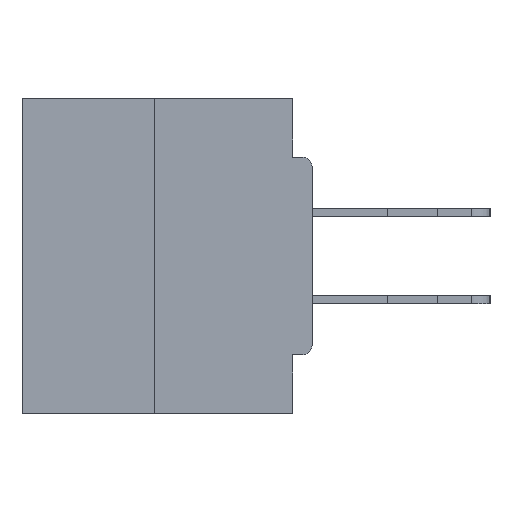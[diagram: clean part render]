
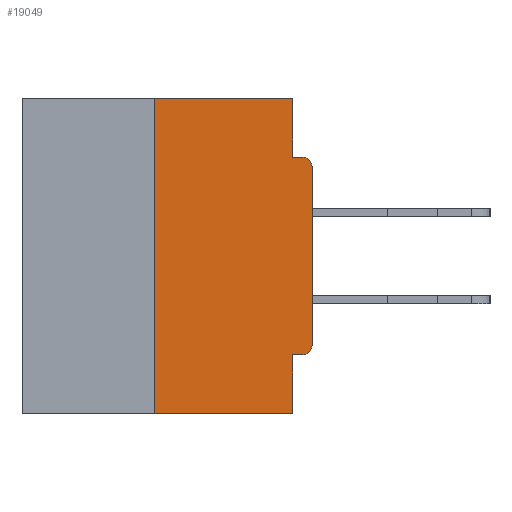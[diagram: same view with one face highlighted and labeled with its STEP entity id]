
A CAD part, left-side view. The second image highlights one B-rep face of the part: STEP entity #19049.
In plain terms, the highlighted planar face has unit normal (-1, 0, 0).
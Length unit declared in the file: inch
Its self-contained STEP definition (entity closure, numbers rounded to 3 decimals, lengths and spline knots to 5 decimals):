
#35 = EDGE_CURVE ( 'NONE', #36316, #19836, #5223, .T. ) ;
#100 = PLANE ( 'NONE',  #21449 ) ;
#1133 = EDGE_CURVE ( 'NONE', #15591, #21631, #3030, .T. ) ;
#1769 = DIRECTION ( 'NONE',  ( 0., 0., 1. ) ) ;
#2137 = CARTESIAN_POINT ( 'NONE',  ( 0., 0.25, -0.5 ) ) ;
#2794 = FACE_OUTER_BOUND ( 'NONE', #3154, .T. ) ;
#3030 = CIRCLE ( 'NONE', #34590, 0.015 ) ;
#3154 = EDGE_LOOP ( 'NONE', ( #34251, #36306, #41202, #8909, #31773, #29472, #30724, #17275, #25801, #9944 ) ) ;
#4658 = VECTOR ( 'NONE', #37998, 39.37008 ) ;
#5223 = LINE ( 'NONE', #23747, #8334 ) ;
#6267 = VERTEX_POINT ( 'NONE', #35013 ) ;
#6656 = CARTESIAN_POINT ( 'NONE',  ( 0., 0.015, -0.0935 ) ) ;
#7082 = LINE ( 'NONE', #17963, #8103 ) ;
#7577 = CARTESIAN_POINT ( 'NONE',  ( 0., 0.031, -0.4065 ) ) ;
#8103 = VECTOR ( 'NONE', #1769, 39.37008 ) ;
#8334 = VECTOR ( 'NONE', #27200, 39.37008 ) ;
#8698 = CARTESIAN_POINT ( 'NONE',  ( 0., 0.031, 0. ) ) ;
#8909 = ORIENTED_EDGE ( 'NONE', *, *, #22612, .F. ) ;
#9490 = CARTESIAN_POINT ( 'NONE',  ( 0., 0.015, -0.4065 ) ) ;
#9802 = LINE ( 'NONE', #14831, #4658 ) ;
#9944 = ORIENTED_EDGE ( 'NONE', *, *, #41482, .F. ) ;
#11207 = CARTESIAN_POINT ( 'NONE',  ( 0., 0.015, -0.1085 ) ) ;
#11409 = EDGE_CURVE ( 'NONE', #39156, #25168, #7082, .T. ) ;
#11445 = CARTESIAN_POINT ( 'NONE',  ( 0., 0., -0.4065 ) ) ;
#11991 = DIRECTION ( 'NONE',  ( 0., 0., -1. ) ) ;
#12271 = CARTESIAN_POINT ( 'NONE',  ( 0., 0.46, -0.5 ) ) ;
#12386 = EDGE_CURVE ( 'NONE', #25168, #26355, #29222, .T. ) ;
#12828 = LINE ( 'NONE', #19881, #25265 ) ;
#12851 = LINE ( 'NONE', #8698, #14388 ) ;
#13248 = DIRECTION ( 'NONE',  ( -1., 0., 0. ) ) ;
#13813 = EDGE_CURVE ( 'NONE', #39156, #6267, #31191, .T. ) ;
#14388 = VECTOR ( 'NONE', #11991, 39.37008 ) ;
#14673 = DIRECTION ( 'NONE',  ( -1., 0., 0. ) ) ;
#14817 = DIRECTION ( 'NONE',  ( 0., 0., -1. ) ) ;
#14831 = CARTESIAN_POINT ( 'NONE',  ( 0., 0., 0. ) ) ;
#15591 = VERTEX_POINT ( 'NONE', #9490 ) ;
#16293 = CARTESIAN_POINT ( 'NONE',  ( 0., 0.015, -0.3915 ) ) ;
#16681 = VECTOR ( 'NONE', #42239, 39.37008 ) ;
#16714 = DIRECTION ( 'NONE',  ( 0., 0., -1. ) ) ;
#17275 = ORIENTED_EDGE ( 'NONE', *, *, #27887, .T. ) ;
#17963 = CARTESIAN_POINT ( 'NONE',  ( 0., 0.25, 0. ) ) ;
#18385 = AXIS2_PLACEMENT_3D ( 'NONE', #11207, #14673, #14817 ) ;
#19049 = ADVANCED_FACE ( 'NONE', ( #2794 ), #100, .F. ) ;
#19359 = VECTOR ( 'NONE', #23574, 39.37008 ) ;
#19836 = VERTEX_POINT ( 'NONE', #6656 ) ;
#19881 = CARTESIAN_POINT ( 'NONE',  ( 0., 0.031, -0.5 ) ) ;
#20797 = CARTESIAN_POINT ( 'NONE',  ( 0., 0.031, -0.0935 ) ) ;
#21449 = AXIS2_PLACEMENT_3D ( 'NONE', #36129, #42479, #42749 ) ;
#21631 = VERTEX_POINT ( 'NONE', #21663 ) ;
#21663 = CARTESIAN_POINT ( 'NONE',  ( 0., 0., -0.3915 ) ) ;
#22449 = VECTOR ( 'NONE', #38216, 39.37008 ) ;
#22612 = EDGE_CURVE ( 'NONE', #27190, #6267, #12828, .T. ) ;
#23514 = LINE ( 'NONE', #11445, #22449 ) ;
#23574 = DIRECTION ( 'NONE',  ( 0., -1., 0. ) ) ;
#23747 = CARTESIAN_POINT ( 'NONE',  ( 0., 0., -0.0935 ) ) ;
#25168 = VERTEX_POINT ( 'NONE', #41990 ) ;
#25265 = VECTOR ( 'NONE', #36552, 39.37008 ) ;
#25801 = ORIENTED_EDGE ( 'NONE', *, *, #35, .F. ) ;
#26355 = VERTEX_POINT ( 'NONE', #31551 ) ;
#27190 = VERTEX_POINT ( 'NONE', #7577 ) ;
#27200 = DIRECTION ( 'NONE',  ( 0., -1., 0. ) ) ;
#27887 = EDGE_CURVE ( 'NONE', #40245, #19836, #37077, .T. ) ;
#29222 = LINE ( 'NONE', #33697, #19359 ) ;
#29472 = ORIENTED_EDGE ( 'NONE', *, *, #1133, .T. ) ;
#30724 = ORIENTED_EDGE ( 'NONE', *, *, #40986, .T. ) ;
#31191 = LINE ( 'NONE', #12271, #16681 ) ;
#31551 = CARTESIAN_POINT ( 'NONE',  ( 0., 0.031, 0. ) ) ;
#31773 = ORIENTED_EDGE ( 'NONE', *, *, #34484, .F. ) ;
#33452 = CARTESIAN_POINT ( 'NONE',  ( 0., 0., -0.1085 ) ) ;
#33697 = CARTESIAN_POINT ( 'NONE',  ( 0., 0.46, 0. ) ) ;
#34251 = ORIENTED_EDGE ( 'NONE', *, *, #12386, .F. ) ;
#34484 = EDGE_CURVE ( 'NONE', #15591, #27190, #23514, .T. ) ;
#34590 = AXIS2_PLACEMENT_3D ( 'NONE', #16293, #13248, #16714 ) ;
#35013 = CARTESIAN_POINT ( 'NONE',  ( 0., 0.031, -0.5 ) ) ;
#36129 = CARTESIAN_POINT ( 'NONE',  ( 0., 0.46, 0. ) ) ;
#36306 = ORIENTED_EDGE ( 'NONE', *, *, #11409, .F. ) ;
#36316 = VERTEX_POINT ( 'NONE', #20797 ) ;
#36552 = DIRECTION ( 'NONE',  ( 0., 0., -1. ) ) ;
#37077 = CIRCLE ( 'NONE', #18385, 0.015 ) ;
#37998 = DIRECTION ( 'NONE',  ( 0., 0., 1. ) ) ;
#38216 = DIRECTION ( 'NONE',  ( 0., 1., 0. ) ) ;
#39156 = VERTEX_POINT ( 'NONE', #2137 ) ;
#40245 = VERTEX_POINT ( 'NONE', #33452 ) ;
#40986 = EDGE_CURVE ( 'NONE', #21631, #40245, #9802, .T. ) ;
#41202 = ORIENTED_EDGE ( 'NONE', *, *, #13813, .T. ) ;
#41482 = EDGE_CURVE ( 'NONE', #26355, #36316, #12851, .T. ) ;
#41990 = CARTESIAN_POINT ( 'NONE',  ( 0., 0.25, 0. ) ) ;
#42239 = DIRECTION ( 'NONE',  ( 0., -1., 0. ) ) ;
#42479 = DIRECTION ( 'NONE',  ( 1., 0., 0. ) ) ;
#42749 = DIRECTION ( 'NONE',  ( 0., 0., -1. ) ) ;
